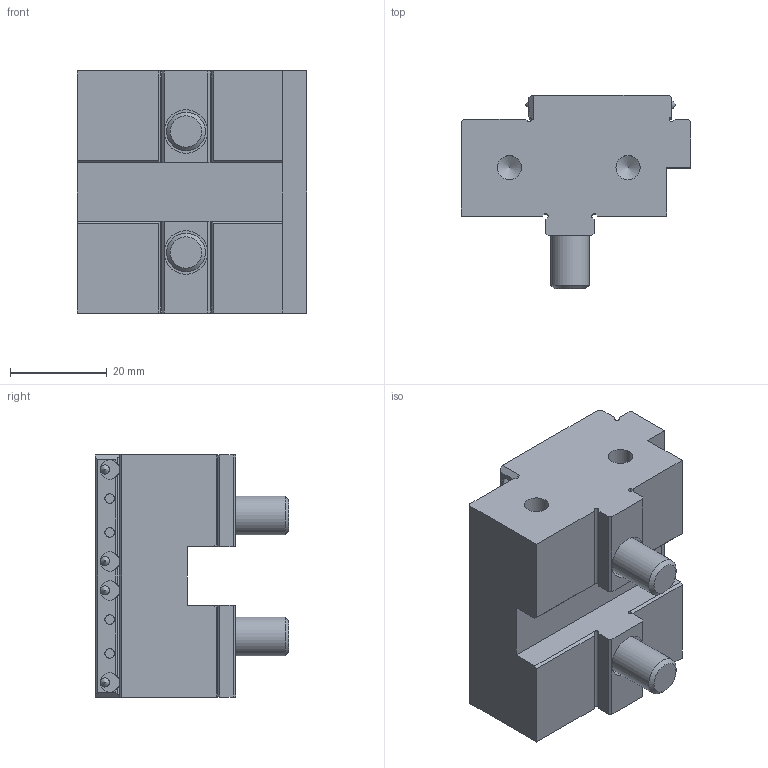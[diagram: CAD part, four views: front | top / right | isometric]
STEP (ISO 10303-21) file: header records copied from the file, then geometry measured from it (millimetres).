
FILE_DESCRIPTION((''),'2;1');
FILE_NAME('301-0050-002-Kunde.stp','2012-12-03T14:57:50',('adam'),(''),'Autodesk Inventor 2012','Autodesk Inventor 2012','');
FILE_SCHEMA(('AUTOMOTIVE_DESIGN { 1 0 10303 214 1 1 1 1 }'));
Length unit declared in the file: millimetre
Products named in the file (1): 301-0050-002-Kunde
Bounding box: 47.5 x 40 x 50 mm (x, y, z)
Volume: 46895.4 mm3; surface area: 16289.1 mm2
Topology: 1 solids, 1 shells, 172 faces, 432 edges, 288 vertices
Faces by surface type: plane 108, cylinder 46, cone 16, torus 2
Full cylindrical faces by diameter (mm): 2 x12, 4 x4, 5 x4, 8 x2, 9 x2, 13 x2, 14 x2
Entity records: 5207 total; most frequent: CARTESIAN_POINT 1175, DIRECTION 802, ORIENTED_EDGE 708, EDGE_CURVE 354, AXIS2_PLACEMENT_3D 303, VERTEX_POINT 256, EDGE_LOOP 252, VECTOR 196
